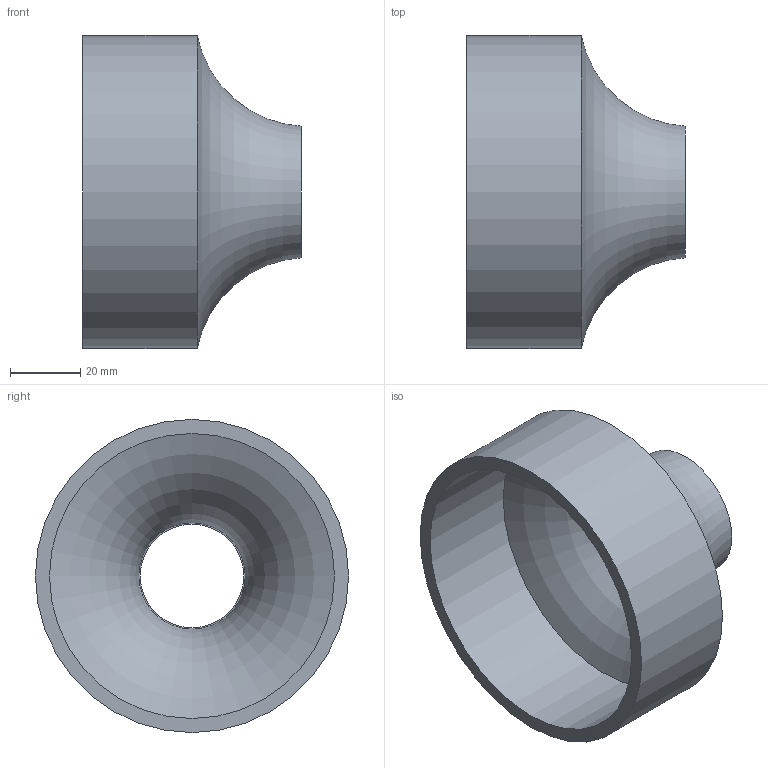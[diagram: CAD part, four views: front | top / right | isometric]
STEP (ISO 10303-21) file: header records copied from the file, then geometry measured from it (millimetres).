
FILE_DESCRIPTION(/* description */ (''),/* implementation_level */ '2;1');
FILE_NAME(/* name */ 'impeller_housing',/* time_stamp */ '1999-06-17T17:17:50-04:00',/* author */ ('PC User'),/* organization */ ('3D/EYE, Inc.'),/* preprocessor_version */ 'ST-DEVELOPER 1.6',/* originating_system */ 'IronCAD2.0',/* authorisation */ '');
FILE_SCHEMA (('CONFIG_CONTROL_DESIGN'));
Length unit declared in the file: millimetre
Products named in the file (1): 1
Bounding box: 62.31 x 89.31 x 89.31 mm (x, y, z)
Volume: 62088.8 mm3; surface area: 32558.8 mm2
Topology: 1 solids, 1 shells, 8 faces, 13 edges, 8 vertices
Faces by surface type: cylinder 3, plane 3, torus 2
Full cylindrical faces by diameter (mm): 29.507 x1, 81.312 x1, 89.312 x1
Entity records: 247 total; most frequent: DIRECTION 27, CARTESIAN_POINT 24, AXIS2_PLACEMENT_3D 16, FACE_BOUND 16, EDGE_LOOP 16, ORIENTED_EDGE 16, CIRCLE 8, ADVANCED_FACE 8
